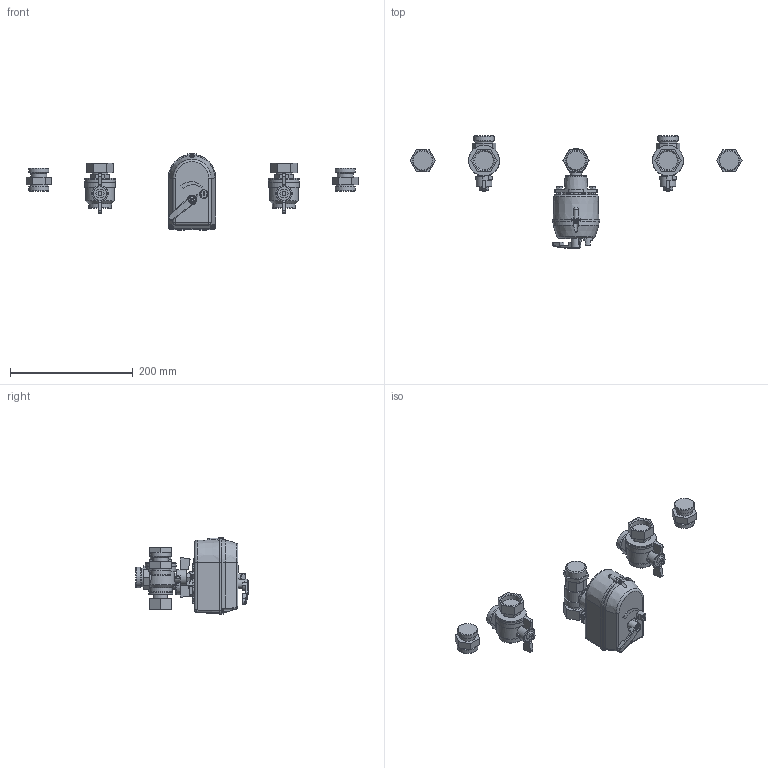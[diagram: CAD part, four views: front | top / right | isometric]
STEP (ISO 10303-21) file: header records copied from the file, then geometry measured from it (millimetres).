
FILE_DESCRIPTION(/* description */ (''),/* implementation_level */ '2;1');
FILE_NAME(/* name */ '3d_KugelhahnsetKaskadenstationM-9583552.stp',/* time_stamp */ '2024-04-18T14:02:35+02:00',/* author */ ('Andrzej'),/* organization */ (''),/* preprocessor_version */ 'ST-DEVELOPER v16.13',/* originating_system */ 'AutoCAD Mechanical',/* authorisation */ '');
FILE_SCHEMA (('AUTOMOTIVE_DESIGN { 1 0 10303 214 3 1 1 }'));
Length unit declared in the file: millimetre
Products named in the file (1): Product
Bounding box: 541.57 x 183.53 x 125.24 mm (x, y, z)
Volume: 1014940.8 mm3; surface area: 150592.7 mm2
Topology: 20 solids, 20 shells, 649 faces, 1602 edges, 1044 vertices
Faces by surface type: plane 447, cylinder 151, cone 25, torus 11, sphere 10, bspline 5
Full cylindrical faces by diameter (mm): 6.3 x1, 6.9 x3, 7 x1, 8 x2, 8.8 x2, 10 x3, 10.5 x1, 11 x1, 13.75 x1, 15 x3, 18 x1, 21 x1, 26 x4, 30 x4, 30.5 x2, 33.2 x4, 33.3 x3, 34.5 x1, 37 x1, 37.5 x2, 39 x1, 50 x2, 50.5 x2
Entity records: 19611 total; most frequent: CARTESIAN_POINT 4421, DIRECTION 3133, ORIENTED_EDGE 3006, EDGE_CURVE 1503, AXIS2_PLACEMENT_3D 1051, LINE 1031, VECTOR 1031, VERTEX_POINT 1019
